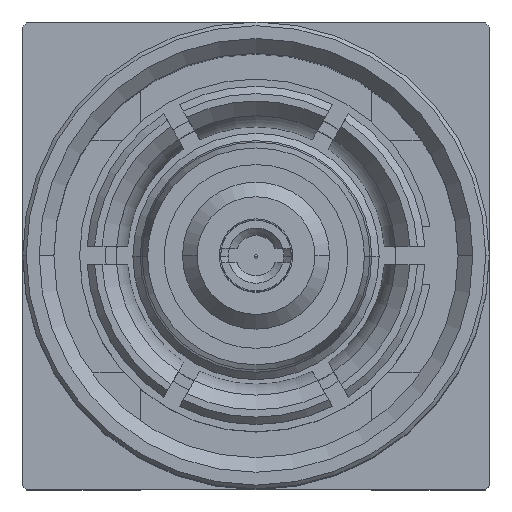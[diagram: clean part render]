
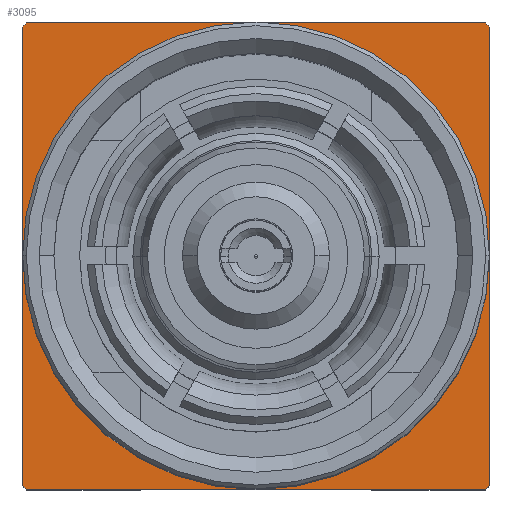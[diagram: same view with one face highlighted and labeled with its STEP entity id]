
A CAD part, top view. The second image highlights one B-rep face of the part: STEP entity #3095.
In plain terms, the highlighted planar face has unit normal (0, 0, 1).
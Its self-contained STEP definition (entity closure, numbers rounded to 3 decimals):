
#3 = EDGE_CURVE ( 'NONE', #3001, #5520, #764, .T. ) ;
#35 = ORIENTED_EDGE ( 'NONE', *, *, #1155, .F. ) ;
#60 = DIRECTION ( 'NONE',  ( 1., 0., 0. ) ) ;
#160 = AXIS2_PLACEMENT_3D ( 'NONE', #495, #3844, #60 ) ;
#177 = EDGE_LOOP ( 'NONE', ( #4588, #3538 ) ) ;
#194 = CARTESIAN_POINT ( 'NONE',  ( 0., 0., 2.1 ) ) ;
#243 = AXIS2_PLACEMENT_3D ( 'NONE', #4448, #1349, #511 ) ;
#264 = VECTOR ( 'NONE', #1999, 1000. ) ;
#296 = CARTESIAN_POINT ( 'NONE',  ( -3.175, 2.775, 2.1 ) ) ;
#315 = CARTESIAN_POINT ( 'NONE',  ( 0., 0., 2.1 ) ) ;
#372 = DIRECTION ( 'NONE',  ( -1., 0., 0. ) ) ;
#388 = VERTEX_POINT ( 'NONE', #4823 ) ;
#495 = CARTESIAN_POINT ( 'NONE',  ( 0., 2.775, 2.1 ) ) ;
#511 = DIRECTION ( 'NONE',  ( -1., 0., 0. ) ) ;
#522 = DIRECTION ( 'NONE',  ( 1., 0., 0. ) ) ;
#586 = ORIENTED_EDGE ( 'NONE', *, *, #4255, .F. ) ;
#764 = LINE ( 'NONE', #296, #264 ) ;
#798 = CARTESIAN_POINT ( 'NONE',  ( 3.175, -3.118, 2.1 ) ) ;
#878 = EDGE_CURVE ( 'NONE', #2976, #5520, #1967, .T. ) ;
#1019 = DIRECTION ( 'NONE',  ( 0., 0., -1. ) ) ;
#1026 = VERTEX_POINT ( 'NONE', #798 ) ;
#1076 = CARTESIAN_POINT ( 'NONE',  ( -3.175, -3.118, 2.1 ) ) ;
#1154 = DIRECTION ( 'NONE',  ( 0., 0., -1. ) ) ;
#1155 = EDGE_CURVE ( 'NONE', #1026, #5117, #2127, .T. ) ;
#1193 = ORIENTED_EDGE ( 'NONE', *, *, #878, .F. ) ;
#1287 = CARTESIAN_POINT ( 'NONE',  ( 0., 0., 2.1 ) ) ;
#1304 = CIRCLE ( 'NONE', #4376, 4.45 ) ;
#1317 = EDGE_CURVE ( 'NONE', #2976, #5117, #2515, .T. ) ;
#1349 = DIRECTION ( 'NONE',  ( 0., 0., -1. ) ) ;
#1444 = CARTESIAN_POINT ( 'NONE',  ( -3.175, 3.118, 2.1 ) ) ;
#1493 = AXIS2_PLACEMENT_3D ( 'NONE', #2019, #1154, #372 ) ;
#1903 = EDGE_CURVE ( 'NONE', #4085, #5436, #3921, .T. ) ;
#1967 = CIRCLE ( 'NONE', #3131, 4.45 ) ;
#1999 = DIRECTION ( 'NONE',  ( 0., -1., 0. ) ) ;
#2019 = CARTESIAN_POINT ( 'NONE',  ( 0., 0., 2.1 ) ) ;
#2122 = FACE_OUTER_BOUND ( 'NONE', #3447, .T. ) ;
#2127 = CIRCLE ( 'NONE', #5257, 4.45 ) ;
#2223 = CARTESIAN_POINT ( 'NONE',  ( -2.775, 0., 2.1 ) ) ;
#2250 = EDGE_CURVE ( 'NONE', #5436, #4085, #2934, .T. ) ;
#2264 = VERTEX_POINT ( 'NONE', #5414 ) ;
#2515 = LINE ( 'NONE', #4216, #4003 ) ;
#2597 = LINE ( 'NONE', #5167, #4083 ) ;
#2605 = CARTESIAN_POINT ( 'NONE',  ( 2.775, 0., 2.1 ) ) ;
#2639 = CIRCLE ( 'NONE', #243, 4.45 ) ;
#2780 = CARTESIAN_POINT ( 'NONE',  ( 3.175, 2.775, 2.1 ) ) ;
#2841 = CARTESIAN_POINT ( 'NONE',  ( 3.118, -3.175, 2.1 ) ) ;
#2855 = VERTEX_POINT ( 'NONE', #3217 ) ;
#2856 = DIRECTION ( 'NONE',  ( 0., 0., -1. ) ) ;
#2934 = CIRCLE ( 'NONE', #4713, 2.775 ) ;
#2976 = VERTEX_POINT ( 'NONE', #4377 ) ;
#2990 = FACE_BOUND ( 'NONE', #177, .T. ) ;
#3001 = VERTEX_POINT ( 'NONE', #1444 ) ;
#3053 = PLANE ( 'NONE',  #160 ) ;
#3081 = EDGE_CURVE ( 'NONE', #2855, #388, #2597, .T. ) ;
#3095 = ADVANCED_FACE ( 'NONE', ( #2990, #2122 ), #3053, .T. ) ;
#3105 = VECTOR ( 'NONE', #5334, 1000. ) ;
#3131 = AXIS2_PLACEMENT_3D ( 'NONE', #1287, #4729, #4669 ) ;
#3217 = CARTESIAN_POINT ( 'NONE',  ( 3.118, 3.175, 2.1 ) ) ;
#3370 = EDGE_CURVE ( 'NONE', #1026, #2264, #4435, .T. ) ;
#3436 = ORIENTED_EDGE ( 'NONE', *, *, #3, .T. ) ;
#3447 = EDGE_LOOP ( 'NONE', ( #5135, #3436, #1193, #5391, #35, #4067, #586, #4693 ) ) ;
#3538 = ORIENTED_EDGE ( 'NONE', *, *, #1903, .T. ) ;
#3646 = CARTESIAN_POINT ( 'NONE',  ( 0., 0., 2.1 ) ) ;
#3733 = DIRECTION ( 'NONE',  ( -1., 0., 0. ) ) ;
#3844 = DIRECTION ( 'NONE',  ( 0., 0., 1. ) ) ;
#3921 = CIRCLE ( 'NONE', #1493, 2.775 ) ;
#4003 = VECTOR ( 'NONE', #522, 1000. ) ;
#4067 = ORIENTED_EDGE ( 'NONE', *, *, #3370, .T. ) ;
#4083 = VECTOR ( 'NONE', #4324, 1000. ) ;
#4085 = VERTEX_POINT ( 'NONE', #2605 ) ;
#4216 = CARTESIAN_POINT ( 'NONE',  ( 0., -3.175, 2.1 ) ) ;
#4218 = EDGE_CURVE ( 'NONE', #3001, #388, #2639, .T. ) ;
#4255 = EDGE_CURVE ( 'NONE', #2855, #2264, #1304, .T. ) ;
#4324 = DIRECTION ( 'NONE',  ( -1., 0., 0. ) ) ;
#4376 = AXIS2_PLACEMENT_3D ( 'NONE', #3646, #2856, #3733 ) ;
#4377 = CARTESIAN_POINT ( 'NONE',  ( -3.118, -3.175, 2.1 ) ) ;
#4435 = LINE ( 'NONE', #2780, #3105 ) ;
#4448 = CARTESIAN_POINT ( 'NONE',  ( 0., 0., 2.1 ) ) ;
#4512 = DIRECTION ( 'NONE',  ( -1., 0., 0. ) ) ;
#4588 = ORIENTED_EDGE ( 'NONE', *, *, #2250, .T. ) ;
#4669 = DIRECTION ( 'NONE',  ( -1., 0., 0. ) ) ;
#4693 = ORIENTED_EDGE ( 'NONE', *, *, #3081, .T. ) ;
#4713 = AXIS2_PLACEMENT_3D ( 'NONE', #315, #5474, #4512 ) ;
#4729 = DIRECTION ( 'NONE',  ( 0., 0., -1. ) ) ;
#4823 = CARTESIAN_POINT ( 'NONE',  ( -3.118, 3.175, 2.1 ) ) ;
#4847 = DIRECTION ( 'NONE',  ( -1., 0., 0. ) ) ;
#5117 = VERTEX_POINT ( 'NONE', #2841 ) ;
#5135 = ORIENTED_EDGE ( 'NONE', *, *, #4218, .F. ) ;
#5167 = CARTESIAN_POINT ( 'NONE',  ( 0., 3.175, 2.1 ) ) ;
#5257 = AXIS2_PLACEMENT_3D ( 'NONE', #194, #1019, #4847 ) ;
#5334 = DIRECTION ( 'NONE',  ( 0., 1., 0. ) ) ;
#5391 = ORIENTED_EDGE ( 'NONE', *, *, #1317, .T. ) ;
#5414 = CARTESIAN_POINT ( 'NONE',  ( 3.175, 3.118, 2.1 ) ) ;
#5436 = VERTEX_POINT ( 'NONE', #2223 ) ;
#5474 = DIRECTION ( 'NONE',  ( 0., 0., -1. ) ) ;
#5520 = VERTEX_POINT ( 'NONE', #1076 ) ;
